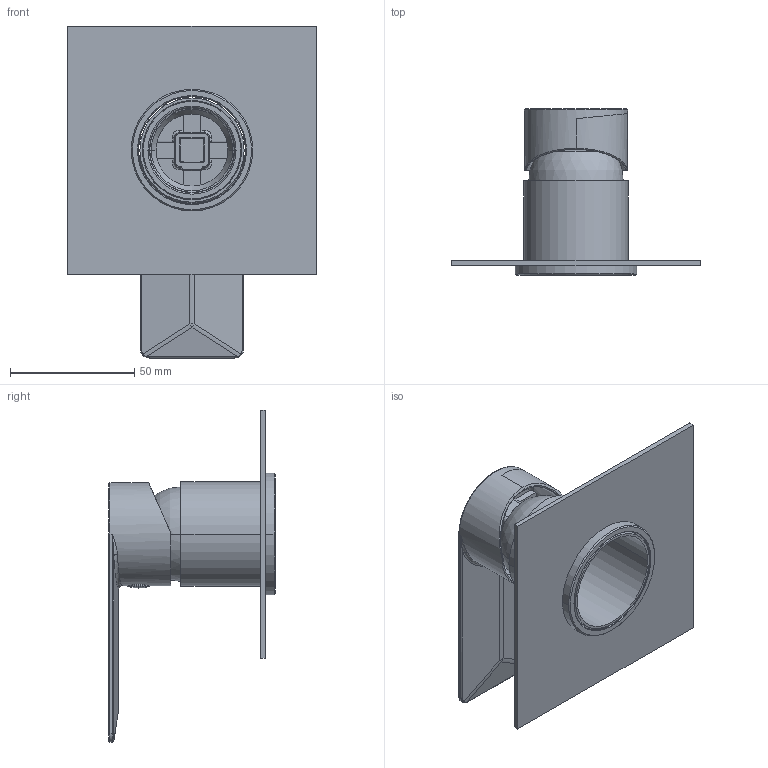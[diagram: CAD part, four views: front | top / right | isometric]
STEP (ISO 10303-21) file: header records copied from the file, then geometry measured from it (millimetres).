
FILE_DESCRIPTION((''),'2;1');
FILE_NAME('AAYA604E001','2022-09-02T10:14:13',('Michela Ferrini'),(''),'CREO PARAMETRIC BY PTC INC, 2020281','CREO PARAMETRIC BY PTC INC, 2020281','');
FILE_SCHEMA(('CONFIG_CONTROL_DESIGN'));
Length unit declared in the file: millimetre
Products named in the file (8): SINMAC0008; SCCMAC0005; AAYA005C001; SPLMAC0001; AOTT604C001; AOTT608C002; AOTT604W001; AAYA604E001
Assembly tree (7 placements, depth 3):
  AAYA604E001
    SINMAC0008
    SCCMAC0005
    AAYA005C001
    SPLMAC0001
    AOTT604W001
      AOTT604C001
      AOTT608C002
Bounding box: 100 x 67.1 x 133.75 mm (x, y, z)
Volume: 42988.9 mm3; surface area: 49157.9 mm2
Topology: 6 solids, 8 shells, 218 faces, 531 edges, 334 vertices
Faces by surface type: plane 68, cylinder 55, bspline 32, cone 27, torus 25, sphere 11
Entity records: 8377 total; most frequent: CARTESIAN_POINT 3195, DIRECTION 1067, ORIENTED_EDGE 1034, EDGE_CURVE 522, AXIS2_PLACEMENT_3D 434, VERTEX_POINT 320, EDGE_LOOP 234, FACE_OUTER_BOUND 218
